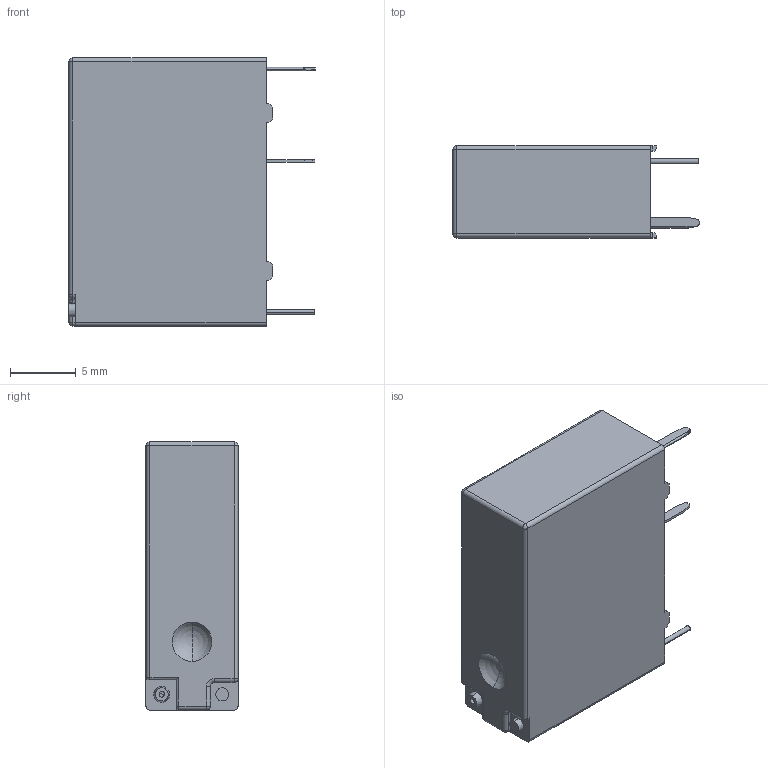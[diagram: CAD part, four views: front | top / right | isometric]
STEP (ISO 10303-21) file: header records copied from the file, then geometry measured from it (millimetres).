
FILE_DESCRIPTION(('FreeCAD Model'),'2;1');
FILE_NAME('HT46F.step', '2021-08-27T18:56:32',('Author'),(''), 'Open CASCADE STEP processor 7.3','FreeCAD','Unknown');
FILE_SCHEMA(('AUTOMOTIVE_DESIGN { 1 0 10303 214 1 1 1 1 }'));
Length unit declared in the file: millimetre
Products named in the file (9): HF46F; SOLID; SOLID001; SOLID002; SOLID003; SOLID004; SOLID005; SOLID006; SOLID007
Assembly tree (8 placements, depth 2):
  HF46F
    SOLID
    SOLID001
    SOLID002
    SOLID003
    SOLID004
    SOLID005
    SOLID006
    SOLID007
Bounding box: 18.71 x 7 x 20.4 mm (x, y, z)
Volume: 509.6 mm3; surface area: 2381.1 mm2
Topology: 8 solids, 8 shells, 513 faces, 1347 edges, 854 vertices
Faces by surface type: plane 306, cylinder 146, bspline 32, torus 13, cone 8, sphere 8
Entity records: 39894 total; most frequent: CARTESIAN_POINT 10905, DIRECTION 5068, LINE 3148, VECTOR 3148, ORIENTED_EDGE 2674, PCURVE 2674, DEFINITIONAL_REPRESENTATION 2674, EDGE_CURVE 1337
